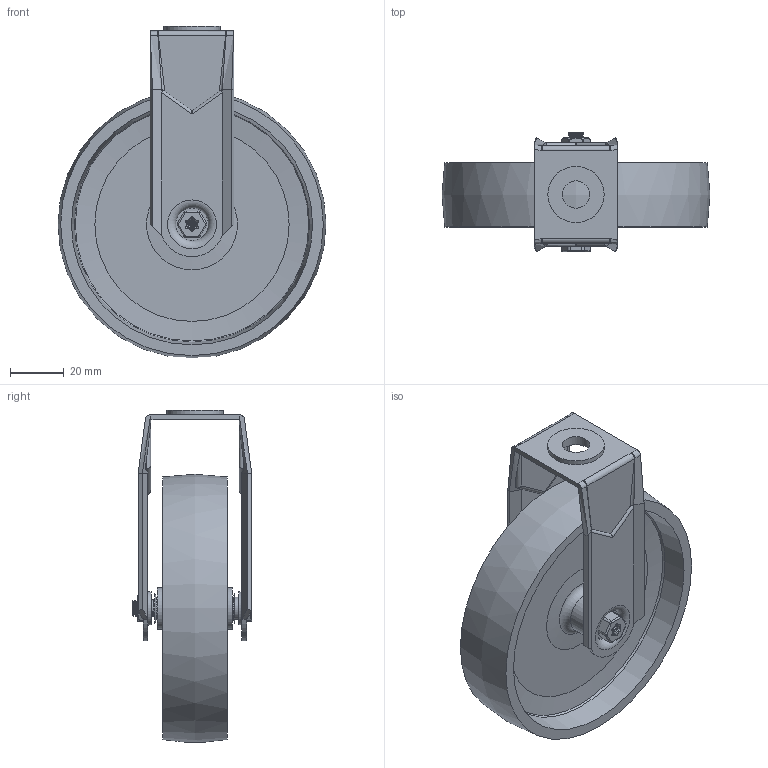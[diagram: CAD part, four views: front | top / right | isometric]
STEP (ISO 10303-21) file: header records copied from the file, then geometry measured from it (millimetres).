
FILE_DESCRIPTION(/* description */ ('','CAx-IF Rec.Pracs.---Representation and Presentation of Product Manufacturing Information (PMI)---4.0---2014-10-13'),/* implementation_level */ '2;1');
FILE_NAME(/* name */ 'BZRAF100PLBH10.step',/* time_stamp */ '2025-03-07T11:37:53Z',/* author */ (''),/* organization */ (''),/* preprocessor_version */ 'ST-DEVELOPER v20',/* originating_system */ 'Autodesk Translation Framework v13.20.0.188',/* authorisation */ '');
FILE_SCHEMA (('AP242_MANAGED_MODEL_BASED_3D_ENGINEERING_MIM_LF { 1 0 10303 442 1 1 4 }'));
Length unit declared in the file: millimetre
Products named in the file (11): BZRAF100PLBH10; BZRAF100ASBH10 v1; ZINC PLATED PRESSED STEEL FORKS; BZL100WPL v1; POLYPROPYLENE WHEEL; TUBEM8X30 v1; ZINC PLATED AXLE TUBE; BOLTBZRA6MM v2; ZINC PLATED AXLE BOLT; NM6GR8HALFGR8 v1; ZINC PLATED LOCKING NUT
Assembly tree (10 placements, depth 3):
  BZRAF100PLBH10
    BZRAF100ASBH10 v1
      ZINC PLATED PRESSED STEEL FORKS
    BZL100WPL v1
      POLYPROPYLENE WHEEL
    TUBEM8X30 v1
      ZINC PLATED AXLE TUBE
    BOLTBZRA6MM v2
      ZINC PLATED AXLE BOLT
    NM6GR8HALFGR8 v1
      ZINC PLATED LOCKING NUT
Bounding box: 100 x 44.75 x 123.89 mm (x, y, z)
Volume: 74465.1 mm3; surface area: 45094.4 mm2
Topology: 5 solids, 5 shells, 277 faces, 685 edges, 424 vertices
Faces by surface type: cylinder 95, plane 74, bspline 65, cone 24, torus 19
Full cylindrical faces by diameter (mm): 4.744 x2, 5.884 x4, 6 x2, 6.2 x1, 6.3 x1, 7.95 x1, 8 x1, 8.2 x2, 10.2 x1, 15.5 x2, 21 x1
Entity records: 24452 total; most frequent: CARTESIAN_POINT 17944, ORIENTED_EDGE 1358, DIRECTION 1243, EDGE_CURVE 679, AXIS2_PLACEMENT_3D 504, VERTEX_POINT 424, EDGE_LOOP 301, FACE_OUTER_BOUND 277
